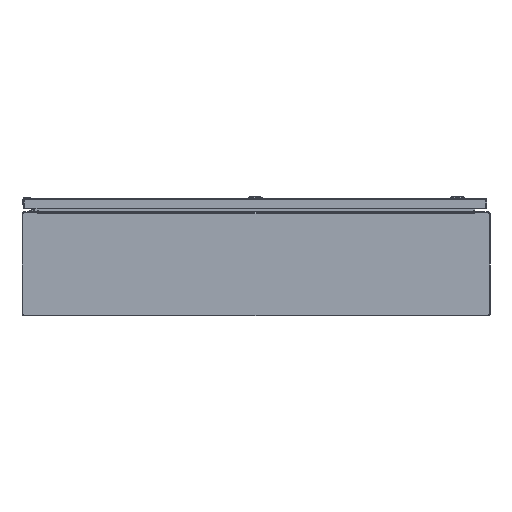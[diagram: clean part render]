
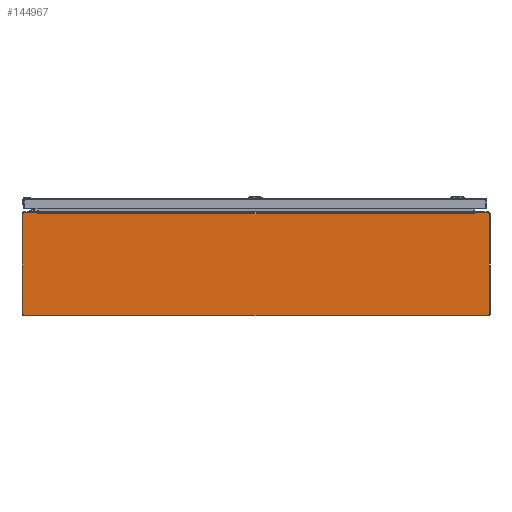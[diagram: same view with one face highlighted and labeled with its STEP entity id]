
A CAD part, front view. The second image highlights one B-rep face of the part: STEP entity #144967.
In plain terms, the highlighted planar face has unit normal (0, -1, 0).
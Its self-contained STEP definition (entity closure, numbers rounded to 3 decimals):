
#2211 = VERTEX_POINT ( 'NONE', #18263 ) ;
#2939 = CARTESIAN_POINT ( 'NONE',  ( 17.937, -18., 3.857 ) ) ;
#3032 = LINE ( 'NONE', #105398, #134603 ) ;
#5202 = CARTESIAN_POINT ( 'NONE',  ( -17.857, -18., -3.857 ) ) ;
#8850 = CARTESIAN_POINT ( 'NONE',  ( -17.937, -18., -3.857 ) ) ;
#10677 = EDGE_LOOP ( 'NONE', ( #148777, #94223, #152914, #112277, #17637, #24327, #24275, #91521, #70737, #137839, #74465, #29083, #135867, #87067 ) ) ;
#11281 = LINE ( 'NONE', #101095, #162858 ) ;
#12481 = CIRCLE ( 'NONE', #100895, 0.08 ) ;
#13345 = EDGE_CURVE ( 'NONE', #111216, #2211, #44829, .T. ) ;
#14013 = CARTESIAN_POINT ( 'NONE',  ( 0., -18., -3.937 ) ) ;
#14073 = DIRECTION ( 'NONE',  ( 0., 0., -1. ) ) ;
#15880 = CARTESIAN_POINT ( 'NONE',  ( 16.814, -18., 3.855 ) ) ;
#16387 = DIRECTION ( 'NONE',  ( -1., 0., 0. ) ) ;
#17637 = ORIENTED_EDGE ( 'NONE', *, *, #107808, .F. ) ;
#18263 = CARTESIAN_POINT ( 'NONE',  ( 17.857, -18., -3.937 ) ) ;
#18280 = CIRCLE ( 'NONE', #112129, 0.08 ) ;
#20831 = LINE ( 'NONE', #14013, #43965 ) ;
#20939 = LINE ( 'NONE', #99013, #130630 ) ;
#21421 = AXIS2_PLACEMENT_3D ( 'NONE', #31890, #96549, #55464 ) ;
#21650 = VERTEX_POINT ( 'NONE', #155376 ) ;
#22003 = CARTESIAN_POINT ( 'NONE',  ( 16.828, -18., 3.937 ) ) ;
#23465 = DIRECTION ( 'NONE',  ( 0., 0., -1. ) ) ;
#23962 = CARTESIAN_POINT ( 'NONE',  ( -16.798, -18., 3.855 ) ) ;
#24275 = ORIENTED_EDGE ( 'NONE', *, *, #29605, .F. ) ;
#24327 = ORIENTED_EDGE ( 'NONE', *, *, #13345, .F. ) ;
#24597 = EDGE_CURVE ( 'NONE', #21650, #81862, #36850, .T. ) ;
#28468 = EDGE_CURVE ( 'NONE', #126530, #86216, #20939, .T. ) ;
#29083 = ORIENTED_EDGE ( 'NONE', *, *, #32875, .T. ) ;
#29408 = LINE ( 'NONE', #156194, #31592 ) ;
#29490 = EDGE_CURVE ( 'NONE', #83732, #84584, #29408, .T. ) ;
#29605 = EDGE_CURVE ( 'NONE', #158831, #111216, #99039, .T. ) ;
#31592 = VECTOR ( 'NONE', #41159, 39.37 ) ;
#31890 = CARTESIAN_POINT ( 'NONE',  ( 0., -18., 0. ) ) ;
#32661 = VERTEX_POINT ( 'NONE', #161929 ) ;
#32875 = EDGE_CURVE ( 'NONE', #84584, #38058, #127495, .T. ) ;
#36850 = LINE ( 'NONE', #160510, #113245 ) ;
#38058 = VERTEX_POINT ( 'NONE', #23962 ) ;
#38566 = CARTESIAN_POINT ( 'NONE',  ( 16.798, -18., 3.855 ) ) ;
#41159 = DIRECTION ( 'NONE',  ( -1., 0., 0. ) ) ;
#43965 = VECTOR ( 'NONE', #103843, 39.37 ) ;
#44829 = CIRCLE ( 'NONE', #138708, 0.08 ) ;
#45331 = PLANE ( 'NONE',  #21421 ) ;
#46834 = VECTOR ( 'NONE', #121941, 39.37 ) ;
#47918 = CARTESIAN_POINT ( 'NONE',  ( 17.937, -18., -3.857 ) ) ;
#51080 = DIRECTION ( 'NONE',  ( -1., 0., 0. ) ) ;
#52669 = EDGE_CURVE ( 'NONE', #160575, #158831, #12481, .T. ) ;
#55044 = DIRECTION ( 'NONE',  ( 1., 0., 0. ) ) ;
#55464 = DIRECTION ( 'NONE',  ( 0., 0., -1. ) ) ;
#70737 = ORIENTED_EDGE ( 'NONE', *, *, #125635, .F. ) ;
#74465 = ORIENTED_EDGE ( 'NONE', *, *, #29490, .T. ) ;
#75832 = AXIS2_PLACEMENT_3D ( 'NONE', #5202, #107553, #132780 ) ;
#80002 = VECTOR ( 'NONE', #51080, 39.37 ) ;
#81862 = VERTEX_POINT ( 'NONE', #91800 ) ;
#82311 = CARTESIAN_POINT ( 'NONE',  ( -17.857, -18., 3.857 ) ) ;
#83732 = VERTEX_POINT ( 'NONE', #15880 ) ;
#84584 = VERTEX_POINT ( 'NONE', #38566 ) ;
#85392 = DIRECTION ( 'NONE',  ( 0., 0., -1. ) ) ;
#85775 = EDGE_CURVE ( 'NONE', #140721, #126530, #137590, .T. ) ;
#86216 = VERTEX_POINT ( 'NONE', #138194 ) ;
#87067 = ORIENTED_EDGE ( 'NONE', *, *, #160899, .T. ) ;
#91521 = ORIENTED_EDGE ( 'NONE', *, *, #52669, .F. ) ;
#91800 = CARTESIAN_POINT ( 'NONE',  ( -16.828, -18., 3.937 ) ) ;
#94223 = ORIENTED_EDGE ( 'NONE', *, *, #97955, .F. ) ;
#94659 = CARTESIAN_POINT ( 'NONE',  ( 17.857, -18., 3.937 ) ) ;
#95710 = FACE_OUTER_BOUND ( 'NONE', #10677, .T. ) ;
#96549 = DIRECTION ( 'NONE',  ( 0., -1., 0. ) ) ;
#97955 = EDGE_CURVE ( 'NONE', #86216, #21650, #18280, .T. ) ;
#99013 = CARTESIAN_POINT ( 'NONE',  ( -17.937, -18., 0. ) ) ;
#99039 = LINE ( 'NONE', #164483, #109269 ) ;
#100895 = AXIS2_PLACEMENT_3D ( 'NONE', #125000, #151819, #14073 ) ;
#101095 = CARTESIAN_POINT ( 'NONE',  ( -16.814, -18., 3.855 ) ) ;
#103843 = DIRECTION ( 'NONE',  ( -1., 0., 0. ) ) ;
#103918 = CARTESIAN_POINT ( 'NONE',  ( 0., -18., 3.855 ) ) ;
#105398 = CARTESIAN_POINT ( 'NONE',  ( 0., -18., 3.937 ) ) ;
#107250 = DIRECTION ( 'NONE',  ( 0., 1., 0. ) ) ;
#107553 = DIRECTION ( 'NONE',  ( 0., 1., 0. ) ) ;
#107808 = EDGE_CURVE ( 'NONE', #2211, #140721, #20831, .T. ) ;
#109269 = VECTOR ( 'NONE', #23465, 39.37 ) ;
#111216 = VERTEX_POINT ( 'NONE', #47918 ) ;
#112129 = AXIS2_PLACEMENT_3D ( 'NONE', #82311, #135174, #161182 ) ;
#112277 = ORIENTED_EDGE ( 'NONE', *, *, #85775, .F. ) ;
#113245 = VECTOR ( 'NONE', #152718, 39.37 ) ;
#121941 = DIRECTION ( 'NONE',  ( -0.174, 0., -0.985 ) ) ;
#125000 = CARTESIAN_POINT ( 'NONE',  ( 17.857, -18., 3.857 ) ) ;
#125635 = EDGE_CURVE ( 'NONE', #32661, #160575, #3032, .T. ) ;
#126530 = VERTEX_POINT ( 'NONE', #8850 ) ;
#127495 = LINE ( 'NONE', #103918, #80002 ) ;
#130630 = VECTOR ( 'NONE', #150225, 39.37 ) ;
#132780 = DIRECTION ( 'NONE',  ( 0., 0., -1. ) ) ;
#134385 = EDGE_CURVE ( 'NONE', #32661, #83732, #138712, .T. ) ;
#134603 = VECTOR ( 'NONE', #55044, 39.37 ) ;
#135174 = DIRECTION ( 'NONE',  ( 0., 1., 0. ) ) ;
#135867 = ORIENTED_EDGE ( 'NONE', *, *, #159940, .T. ) ;
#137590 = CIRCLE ( 'NONE', #75832, 0.08 ) ;
#137839 = ORIENTED_EDGE ( 'NONE', *, *, #134385, .T. ) ;
#138194 = CARTESIAN_POINT ( 'NONE',  ( -17.937, -18., 3.857 ) ) ;
#138708 = AXIS2_PLACEMENT_3D ( 'NONE', #148354, #107250, #85392 ) ;
#138712 = LINE ( 'NONE', #22003, #46834 ) ;
#140721 = VERTEX_POINT ( 'NONE', #149461 ) ;
#142349 = CARTESIAN_POINT ( 'NONE',  ( 0., -18., 3.855 ) ) ;
#144012 = LINE ( 'NONE', #142349, #149335 ) ;
#144967 = ADVANCED_FACE ( 'NONE', ( #95710 ), #45331, .T. ) ;
#148354 = CARTESIAN_POINT ( 'NONE',  ( 17.857, -18., -3.857 ) ) ;
#148777 = ORIENTED_EDGE ( 'NONE', *, *, #24597, .F. ) ;
#149335 = VECTOR ( 'NONE', #16387, 39.37 ) ;
#149461 = CARTESIAN_POINT ( 'NONE',  ( -17.857, -18., -3.937 ) ) ;
#150225 = DIRECTION ( 'NONE',  ( 0., 0., 1. ) ) ;
#151819 = DIRECTION ( 'NONE',  ( 0., 1., 0. ) ) ;
#152718 = DIRECTION ( 'NONE',  ( 1., 0., 0. ) ) ;
#152914 = ORIENTED_EDGE ( 'NONE', *, *, #28468, .F. ) ;
#155376 = CARTESIAN_POINT ( 'NONE',  ( -17.857, -18., 3.937 ) ) ;
#156194 = CARTESIAN_POINT ( 'NONE',  ( 16.806, -18., 3.855 ) ) ;
#157263 = VERTEX_POINT ( 'NONE', #160379 ) ;
#158831 = VERTEX_POINT ( 'NONE', #2939 ) ;
#159940 = EDGE_CURVE ( 'NONE', #38058, #157263, #144012, .T. ) ;
#160379 = CARTESIAN_POINT ( 'NONE',  ( -16.814, -18., 3.855 ) ) ;
#160510 = CARTESIAN_POINT ( 'NONE',  ( 0., -18., 3.937 ) ) ;
#160575 = VERTEX_POINT ( 'NONE', #94659 ) ;
#160899 = EDGE_CURVE ( 'NONE', #157263, #81862, #11281, .T. ) ;
#161182 = DIRECTION ( 'NONE',  ( 0., 0., -1. ) ) ;
#161929 = CARTESIAN_POINT ( 'NONE',  ( 16.828, -18., 3.937 ) ) ;
#162858 = VECTOR ( 'NONE', #163253, 39.37 ) ;
#163253 = DIRECTION ( 'NONE',  ( -0.174, 0., 0.985 ) ) ;
#164483 = CARTESIAN_POINT ( 'NONE',  ( 17.937, -18., 0. ) ) ;
